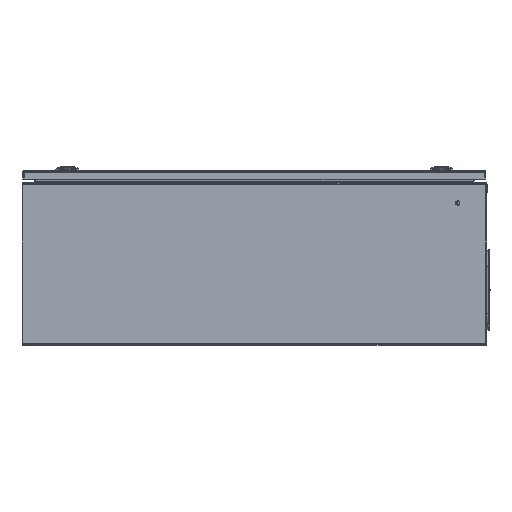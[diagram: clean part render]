
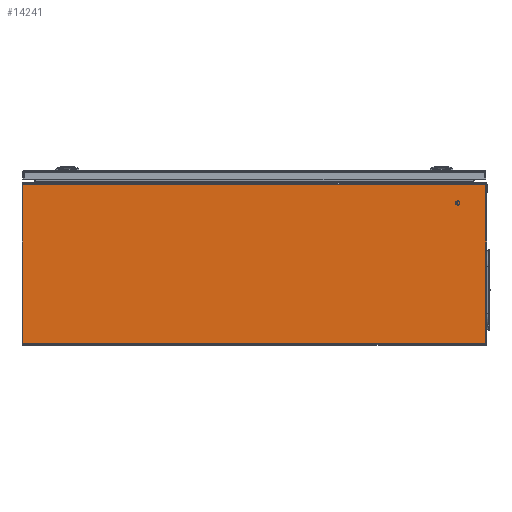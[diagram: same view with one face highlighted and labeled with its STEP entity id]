
A CAD part, left-side view. The second image highlights one B-rep face of the part: STEP entity #14241.
In plain terms, the highlighted planar face has unit normal (-1, 0, 0).
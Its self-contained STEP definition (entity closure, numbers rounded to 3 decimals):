
#144 = VERTEX_POINT ( 'NONE', #321 ) ;
#321 = CARTESIAN_POINT ( 'NONE',  ( -400., -398.474, 277. ) ) ;
#2880 = LINE ( 'NONE', #2947, #2946 ) ;
#2927 = CARTESIAN_POINT ( 'NONE',  ( -400., -398.499, 3. ) ) ;
#2928 = DIRECTION ( 'NONE',  ( 0., 0., 1. ) ) ;
#2929 = VECTOR ( 'NONE', #2928, 1000. ) ;
#2930 = CARTESIAN_POINT ( 'NONE',  ( -400., -398.499, 278.5 ) ) ;
#2931 = LINE ( 'NONE', #2930, #2929 ) ;
#2933 = CARTESIAN_POINT ( 'NONE',  ( -400., -398.499, 276.502 ) ) ;
#2945 = DIRECTION ( 'NONE',  ( 0., 0., -1. ) ) ;
#2946 = VECTOR ( 'NONE', #2945, 1000. ) ;
#2947 = CARTESIAN_POINT ( 'NONE',  ( -400., 398.499, 278.5 ) ) ;
#2948 = CARTESIAN_POINT ( 'NONE',  ( -400., 398.499, 3. ) ) ;
#2970 = CARTESIAN_POINT ( 'NONE',  ( -400., 398.499, 276.502 ) ) ;
#3028 = DIRECTION ( 'NONE',  ( 0., 1., 0. ) ) ;
#3029 = VECTOR ( 'NONE', #3028, 1000. ) ;
#3030 = CARTESIAN_POINT ( 'NONE',  ( -400., -4383.492, 277. ) ) ;
#3031 = LINE ( 'NONE', #3030, #3029 ) ;
#3053 = DIRECTION ( 'NONE',  ( 0., -1., 0. ) ) ;
#3054 = DIRECTION ( 'NONE',  ( -1., 0., 0. ) ) ;
#3055 = CARTESIAN_POINT ( 'NONE',  ( -400., -393.499, 276.502 ) ) ;
#3056 = AXIS2_PLACEMENT_3D ( 'NONE', #3055, #3054, #3053 ) ;
#3057 = CIRCLE ( 'NONE', #3056, 5. ) ;
#3058 = DIRECTION ( 'NONE',  ( 0., -1., 0. ) ) ;
#3059 = VECTOR ( 'NONE', #3058, 1000. ) ;
#3060 = CARTESIAN_POINT ( 'NONE',  ( -400., 4383.5, 3. ) ) ;
#3061 = LINE ( 'NONE', #3060, #3059 ) ;
#3062 = CARTESIAN_POINT ( 'NONE',  ( -400., 398.474, 277. ) ) ;
#3063 = DIRECTION ( 'NONE',  ( 0., -1., 0. ) ) ;
#3064 = DIRECTION ( 'NONE',  ( -1., 0., 0. ) ) ;
#3065 = CARTESIAN_POINT ( 'NONE',  ( -400., 393.499, 276.502 ) ) ;
#3066 = AXIS2_PLACEMENT_3D ( 'NONE', #3065, #3064, #3063 ) ;
#3067 = CIRCLE ( 'NONE', #3066, 5. ) ;
#3068 = DIRECTION ( 'NONE',  ( 0., 0., -1. ) ) ;
#3069 = DIRECTION ( 'NONE',  ( -1., 0., 0. ) ) ;
#3070 = CARTESIAN_POINT ( 'NONE',  ( -400., 4383.5, 278.5 ) ) ;
#3071 = AXIS2_PLACEMENT_3D ( 'NONE', #3070, #3069, #3068 ) ;
#3072 = PLANE ( 'NONE',  #3071 ) ;
#3073 = FACE_OUTER_BOUND ( 'NONE', #14243, .T. ) ;
#14124 = ORIENTED_EDGE ( 'NONE', *, *, #14226, .T. ) ;
#14125 = EDGE_CURVE ( 'NONE', #14161, #14175, #2880, .T. ) ;
#14133 = VERTEX_POINT ( 'NONE', #2933 ) ;
#14139 = EDGE_CURVE ( 'NONE', #14140, #14133, #2931, .T. ) ;
#14140 = VERTEX_POINT ( 'NONE', #2927 ) ;
#14161 = VERTEX_POINT ( 'NONE', #2970 ) ;
#14175 = VERTEX_POINT ( 'NONE', #2948 ) ;
#14226 = EDGE_CURVE ( 'NONE', #144, #14249, #3031, .T. ) ;
#14241 = ADVANCED_FACE ( 'NONE', ( #3073 ), #3072, .T. ) ;
#14243 = EDGE_LOOP ( 'NONE', ( #14245, #14251, #14253, #14255, #14256, #14124 ) ) ;
#14245 = ORIENTED_EDGE ( 'NONE', *, *, #14247, .T. ) ;
#14247 = EDGE_CURVE ( 'NONE', #14249, #14161, #3067, .T. ) ;
#14249 = VERTEX_POINT ( 'NONE', #3062 ) ;
#14251 = ORIENTED_EDGE ( 'NONE', *, *, #14125, .T. ) ;
#14253 = ORIENTED_EDGE ( 'NONE', *, *, #14254, .T. ) ;
#14254 = EDGE_CURVE ( 'NONE', #14175, #14140, #3061, .T. ) ;
#14255 = ORIENTED_EDGE ( 'NONE', *, *, #14139, .T. ) ;
#14256 = ORIENTED_EDGE ( 'NONE', *, *, #14258, .T. ) ;
#14258 = EDGE_CURVE ( 'NONE', #14133, #144, #3057, .T. ) ;
